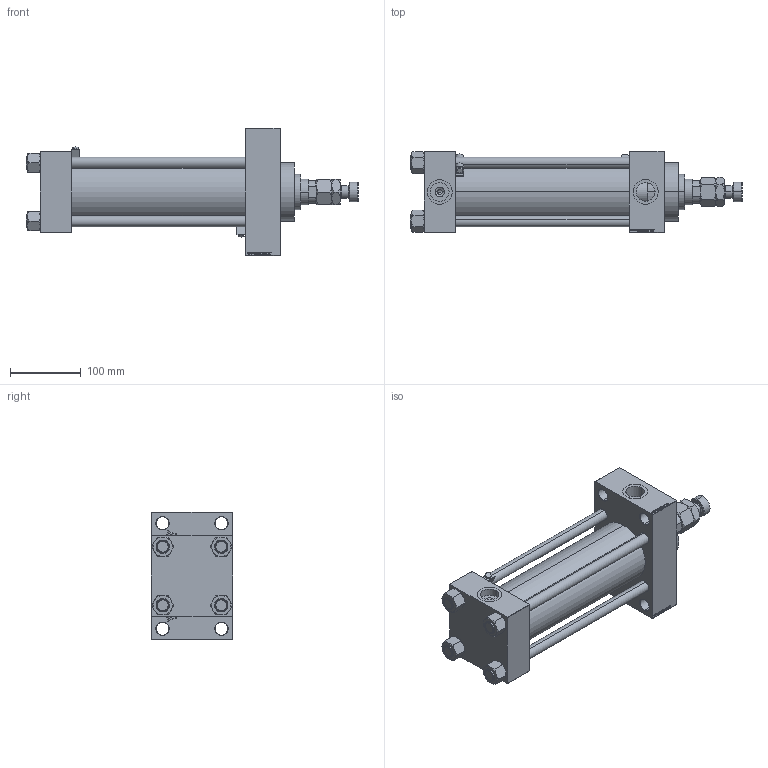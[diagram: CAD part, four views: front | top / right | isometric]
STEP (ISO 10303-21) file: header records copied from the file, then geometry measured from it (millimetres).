
FILE_DESCRIPTION (( 'STEP AP203' ), '1' );
FILE_NAME ('c2cd.STEP', '2024-03-18T12:39:45', ( '' ), ( '' ), 'SwSTEP 2.0', 'SolidWorks 2019', '' );
FILE_SCHEMA (( 'CONFIG_CONTROL_DESIGN' ));
Length unit declared in the file: millimetre
Products named in the file (8): V215_VC_A 0b21ec267f3c25262ce8610f65b11964; NUT_M5_D 0b21ec267f3c25262ce8610f65b11964; MSRF_MSRG1 0b21ec267f3c25262ce8610f65b11964; MFA 0b21ec267f3c25262ce8610f65b11964; V215CR_VCP_D 0b21ec267f3c25262ce8610f65b11964; V215CR_D_TYCINKA 0b21ec267f3c25262ce8610f65b11964; V215CR_D_Body 0b21ec267f3c25262ce8610f65b11964; c2cd
Assembly tree (14 placements, depth 2):
  c2cd
    V215CR_D_Body 0b21ec267f3c25262ce8610f65b11964
    V215CR_VCP_D 0b21ec267f3c25262ce8610f65b11964
    NUT_M5_D 0b21ec267f3c25262ce8610f65b11964  x4
    V215CR_D_TYCINKA 0b21ec267f3c25262ce8610f65b11964  x4
    V215_VC_A 0b21ec267f3c25262ce8610f65b11964
    MFA 0b21ec267f3c25262ce8610f65b11964
    MSRF_MSRG1 0b21ec267f3c25262ce8610f65b11964  x2
Bounding box: 469 x 115 x 180 mm (x, y, z)
Volume: 2504649.8 mm3; surface area: 460519.1 mm2
Topology: 14 solids, 14 shells, 1267 faces, 3159 edges, 2039 vertices
Faces by surface type: plane 597, bspline 368, cone 170, cylinder 120, torus 12
Entity records: 50464 total; most frequent: CARTESIAN_POINT 25996, ORIENTED_EDGE 5432, DIRECTION 3618, EDGE_CURVE 2716, VERTEX_POINT 1769, VECTOR 1596, LINE 1596, EDGE_LOOP 1215
